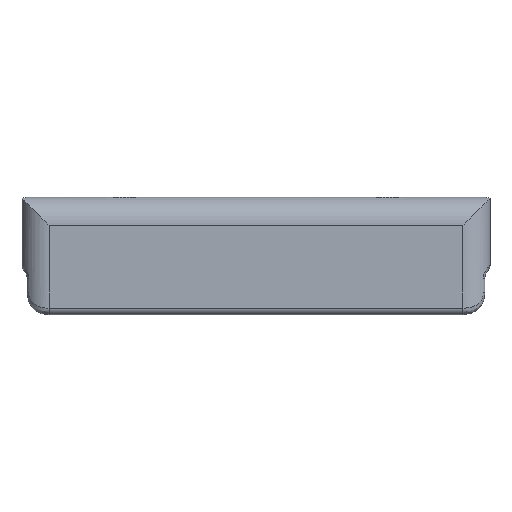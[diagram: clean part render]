
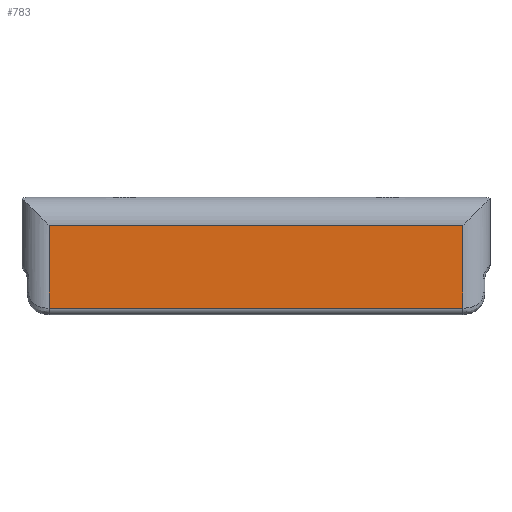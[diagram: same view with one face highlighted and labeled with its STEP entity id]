
A CAD part, top view. The second image highlights one B-rep face of the part: STEP entity #783.
In plain terms, the highlighted planar face has unit normal (0, 0, 1).
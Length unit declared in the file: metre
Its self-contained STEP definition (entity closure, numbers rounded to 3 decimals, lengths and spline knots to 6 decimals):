
#63=PLANE('',#863);
#111=LINE('',#1315,#164);
#112=LINE('',#1318,#165);
#113=LINE('',#1320,#166);
#114=LINE('',#1322,#167);
#164=VECTOR('',#1024,1.);
#165=VECTOR('',#1025,1.);
#166=VECTOR('',#1026,1.);
#167=VECTOR('',#1027,1.);
#270=ORIENTED_EDGE('',*,*,#491,.T.);
#271=ORIENTED_EDGE('',*,*,#492,.T.);
#272=ORIENTED_EDGE('',*,*,#493,.T.);
#273=ORIENTED_EDGE('',*,*,#494,.T.);
#491=EDGE_CURVE('',#593,#594,#111,.T.);
#492=EDGE_CURVE('',#594,#595,#112,.T.);
#493=EDGE_CURVE('',#595,#596,#113,.F.);
#494=EDGE_CURVE('',#596,#593,#114,.F.);
#593=VERTEX_POINT('',#1316);
#594=VERTEX_POINT('',#1317);
#595=VERTEX_POINT('',#1319);
#596=VERTEX_POINT('',#1321);
#658=EDGE_LOOP('',(#270,#271,#272,#273));
#709=FACE_BOUND('',#658,.T.);
#783=ADVANCED_FACE('',(#709),#63,.F.);
#863=AXIS2_PLACEMENT_3D('',#1314,#1022,#1023);
#1022=DIRECTION('',(0.,0.,-1.));
#1023=DIRECTION('',(-1.,0.,0.));
#1024=DIRECTION('',(0.,-1.,0.));
#1025=DIRECTION('',(1.,0.,0.));
#1026=DIRECTION('',(0.,-1.,0.));
#1027=DIRECTION('',(1.,0.,0.));
#1314=CARTESIAN_POINT('',(0.06,0.002,0.07186));
#1315=CARTESIAN_POINT('',(-0.021248,-0.012725,0.07186));
#1316=CARTESIAN_POINT('',(-0.021248,-0.002907,0.07186));
#1317=CARTESIAN_POINT('',(-0.021248,-0.011419,0.07186));
#1318=CARTESIAN_POINT('',(0.021248,-0.011419,0.07186));
#1319=CARTESIAN_POINT('',(0.021248,-0.011419,0.07186));
#1320=CARTESIAN_POINT('',(0.021248,0.002,0.07186));
#1321=CARTESIAN_POINT('',(0.021248,-0.002907,0.07186));
#1322=CARTESIAN_POINT('',(0.06,-0.002907,0.07186));
